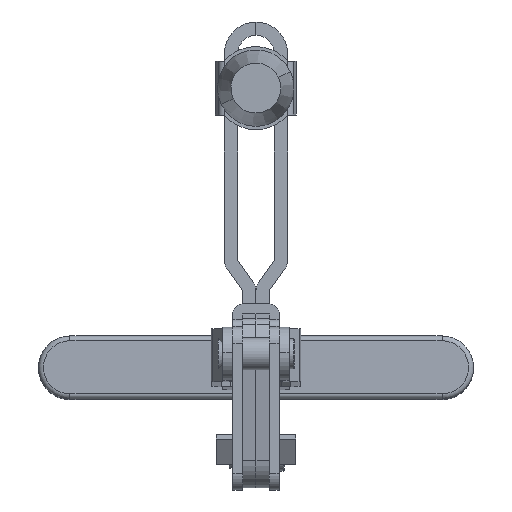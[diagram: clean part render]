
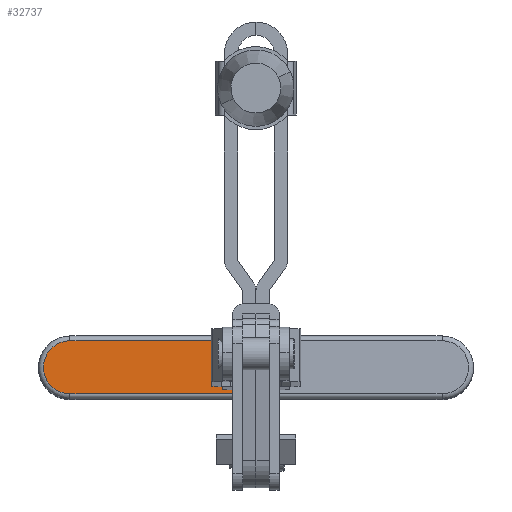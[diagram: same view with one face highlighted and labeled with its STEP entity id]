
A CAD part, front view. The second image highlights one B-rep face of the part: STEP entity #32737.
In plain terms, the highlighted face is planar.
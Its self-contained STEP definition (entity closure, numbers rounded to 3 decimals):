
#3312 = DIRECTION ( 'NONE',  ( 0., 1., 0. ) ) ;
#3313 = VECTOR ( 'NONE', #3312, 1000. ) ;
#3314 = CARTESIAN_POINT ( 'NONE',  ( 1726.87, -474.557, 0. ) ) ;
#3315 = LINE ( 'NONE', #3314, #3313 ) ;
#3354 = DIRECTION ( 'NONE',  ( 0., 0., 1. ) ) ;
#3355 = DIRECTION ( 'NONE',  ( -1., 0., 0. ) ) ;
#3356 = AXIS2_PLACEMENT_3D ( 'NONE', #3358, #3355, #3354 ) ;
#3358 = CARTESIAN_POINT ( 'NONE',  ( 1726.87, -414.057, 8. ) ) ;
#3359 = PLANE ( 'NONE',  #3356 ) ;
#3360 = FACE_OUTER_BOUND ( 'NONE', #32757, .T. ) ;
#3382 = CARTESIAN_POINT ( 'NONE',  ( 1726.87, -476.057, 16. ) ) ;
#3383 = DIRECTION ( 'NONE',  ( 0., 0., 1. ) ) ;
#3384 = VECTOR ( 'NONE', #3383, 1000. ) ;
#3385 = CARTESIAN_POINT ( 'NONE',  ( 1726.87, -476.057, 8. ) ) ;
#3386 = LINE ( 'NONE', #3385, #3384 ) ;
#3495 = CARTESIAN_POINT ( 'NONE',  ( 1726.87, -526.057, 8. ) ) ;
#3560 = CARTESIAN_POINT ( 'NONE',  ( 1726.87, -526.057, 16. ) ) ;
#3561 = DIRECTION ( 'NONE',  ( 0., -1., 0. ) ) ;
#3562 = VECTOR ( 'NONE', #3561, 1000. ) ;
#3563 = CARTESIAN_POINT ( 'NONE',  ( 1726.87, -526.057, 16. ) ) ;
#3564 = LINE ( 'NONE', #3563, #3562 ) ;
#3565 = CARTESIAN_POINT ( 'NONE',  ( 1726.87, -476.057, 0. ) ) ;
#3566 = CARTESIAN_POINT ( 'NONE',  ( 1726.87, -526.057, 0. ) ) ;
#3567 = DIRECTION ( 'NONE',  ( 0., 0., 1. ) ) ;
#3568 = DIRECTION ( 'NONE',  ( 1., 0., 0. ) ) ;
#3569 = AXIS2_PLACEMENT_3D ( 'NONE', #3495, #3568, #3567 ) ;
#3570 = CIRCLE ( 'NONE', #3569, 8. ) ;
#32729 = EDGE_CURVE ( 'NONE', #32853, #32860, #3315, .T. ) ;
#32735 = ORIENTED_EDGE ( 'NONE', *, *, #32729, .T. ) ;
#32737 = ADVANCED_FACE ( 'NONE', ( #3360 ), #3359, .F. ) ;
#32757 = EDGE_LOOP ( 'NONE', ( #32763, #32861, #32850, #32735 ) ) ;
#32760 = EDGE_CURVE ( 'NONE', #32860, #32761, #3386, .T. ) ;
#32761 = VERTEX_POINT ( 'NONE', #3382 ) ;
#32763 = ORIENTED_EDGE ( 'NONE', *, *, #32760, .T. ) ;
#32850 = ORIENTED_EDGE ( 'NONE', *, *, #32852, .T. ) ;
#32852 = EDGE_CURVE ( 'NONE', #32863, #32853, #3570, .T. ) ;
#32853 = VERTEX_POINT ( 'NONE', #3566 ) ;
#32860 = VERTEX_POINT ( 'NONE', #3565 ) ;
#32861 = ORIENTED_EDGE ( 'NONE', *, *, #32862, .T. ) ;
#32862 = EDGE_CURVE ( 'NONE', #32761, #32863, #3564, .T. ) ;
#32863 = VERTEX_POINT ( 'NONE', #3560 ) ;
